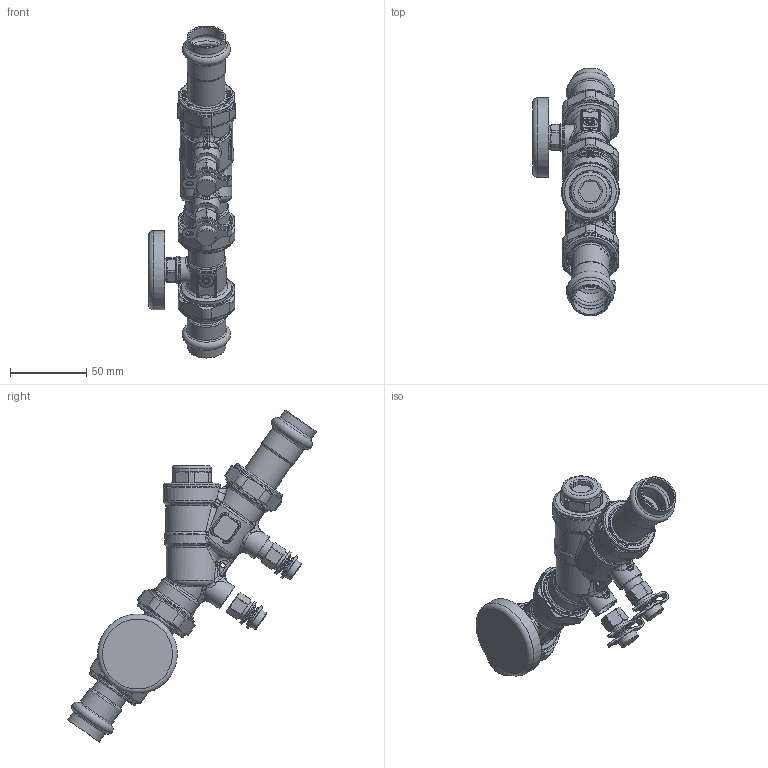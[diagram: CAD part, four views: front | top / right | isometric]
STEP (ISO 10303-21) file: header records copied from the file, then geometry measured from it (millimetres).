
FILE_DESCRIPTION(/* description */ (''),/* implementation_level */ '2;1');
FILE_NAME(/* name */ '128457AFC_Simplify_1.stp',/* time_stamp */ '2025-07-21T10:00:21-05:00',/* author */ ('ischreiner'),/* organization */ (''),/* preprocessor_version */ 'ST-DEVELOPER v20',/* originating_system */ 'Autodesk Inventor 2025',/* authorisation */ '');
FILE_SCHEMA (('AUTOMOTIVE_DESIGN { 1 0 10303 214 3 1 1 }'));
Products named in the file (1): 128457AFC_Simplify_1
Bounding box: 56.89 x 163.22 x 218.08 mm (x, y, z)
Volume: 224875.3 mm3; surface area: 63252.3 mm2
Topology: 8 solids, 8 shells, 1801 faces, 4317 edges, 2471 vertices
Faces by surface type: bspline 912, cylinder 361, plane 217, cone 140, torus 121, sphere 50
Full cylindrical faces by diameter (mm): 3 x1, 8 x2, 11.5 x2, 12 x4, 12.2 x2, 13.5 x6, 13.9 x2, 15.24 x1, 15.875 x1, 17 x1, 17.5 x2, 18 x1, 18.009 x1, 19.05 x1, 20.091 x2, 20.625 x1, 22.352 x2, 22.504 x2, 22.86 x1, 23.5 x1, 24 x1, 24.384 x1, 25.298 x2, 25.4 x2, 25.8 x1, 27.686 x2, 29.5 x1, 29.515 x1, 29.527 x1, 29.6 x1
Entity records: 169289 total; most frequent: CARTESIAN_POINT 131471, ORIENTED_EDGE 8440, DIRECTION 5944, EDGE_CURVE 4220, AXIS2_PLACEMENT_3D 2589, VERTEX_POINT 2471, EDGE_LOOP 1863, STYLED_ITEM 1809
